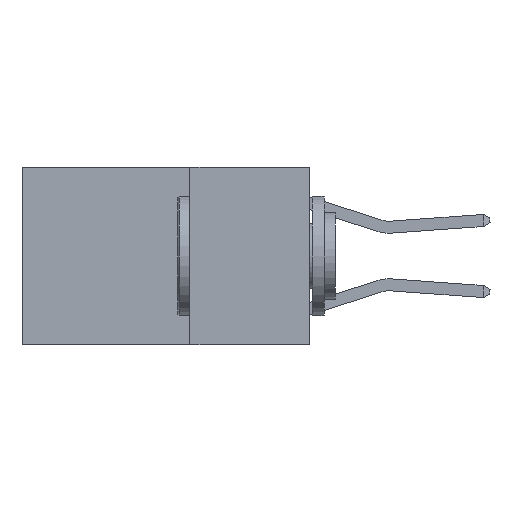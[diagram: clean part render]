
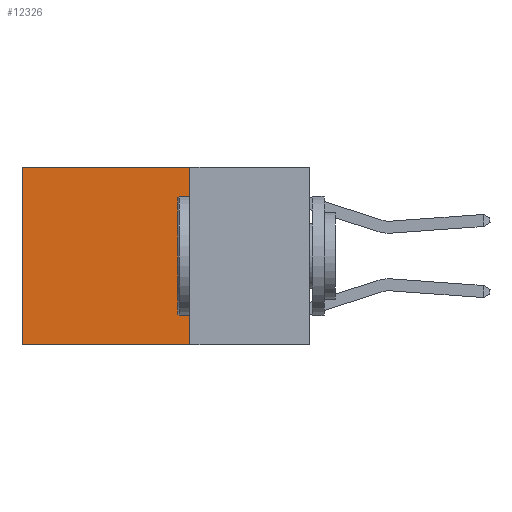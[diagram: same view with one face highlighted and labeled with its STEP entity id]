
A CAD part, left-side view. The second image highlights one B-rep face of the part: STEP entity #12326.
In plain terms, the highlighted planar face has unit normal (-1, 0, 0).
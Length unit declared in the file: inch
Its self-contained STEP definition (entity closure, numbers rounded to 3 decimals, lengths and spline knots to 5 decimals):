
#826 = CARTESIAN_POINT ( 'NONE',  ( 0.2625, 0.6, 0. ) ) ;
#890 = CARTESIAN_POINT ( 'NONE',  ( 0.2625, 0.25, 0. ) ) ;
#1820 = PLANE ( 'NONE',  #10543 ) ;
#2804 = VERTEX_POINT ( 'NONE', #21132 ) ;
#3109 = DIRECTION ( 'NONE',  ( 0., 1., 0. ) ) ;
#3532 = VECTOR ( 'NONE', #3109, 39.37008 ) ;
#3575 = DIRECTION ( 'NONE',  ( 0., 0., -1. ) ) ;
#4545 = EDGE_CURVE ( 'NONE', #24099, #5446, #20227, .T. ) ;
#4872 = ORIENTED_EDGE ( 'NONE', *, *, #6759, .F. ) ;
#5446 = VERTEX_POINT ( 'NONE', #12459 ) ;
#6759 = EDGE_CURVE ( 'NONE', #5446, #2804, #7893, .T. ) ;
#7893 = LINE ( 'NONE', #15006, #3532 ) ;
#10543 = AXIS2_PLACEMENT_3D ( 'NONE', #15099, #19129, #3575 ) ;
#10612 = LINE ( 'NONE', #21869, #23489 ) ;
#11076 = DIRECTION ( 'NONE',  ( 0., 0., -1. ) ) ;
#12326 = ADVANCED_FACE ( 'NONE', ( #24836 ), #1820, .F. ) ;
#12459 = CARTESIAN_POINT ( 'NONE',  ( 0.2625, 0.25, -0.37 ) ) ;
#12508 = DIRECTION ( 'NONE',  ( 0., 1., 0. ) ) ;
#13072 = EDGE_CURVE ( 'NONE', #24099, #13587, #10612, .T. ) ;
#13587 = VERTEX_POINT ( 'NONE', #826 ) ;
#14228 = CARTESIAN_POINT ( 'NONE',  ( 0.2625, 0.25, 0. ) ) ;
#15006 = CARTESIAN_POINT ( 'NONE',  ( 0.2625, 0.25, -0.37 ) ) ;
#15099 = CARTESIAN_POINT ( 'NONE',  ( 0.2625, 0.25, 0. ) ) ;
#15509 = ORIENTED_EDGE ( 'NONE', *, *, #17286, .T. ) ;
#16774 = VECTOR ( 'NONE', #23764, 39.37008 ) ;
#17286 = EDGE_CURVE ( 'NONE', #13587, #2804, #24219, .T. ) ;
#17877 = ORIENTED_EDGE ( 'NONE', *, *, #4545, .F. ) ;
#17910 = EDGE_LOOP ( 'NONE', ( #15509, #4872, #17877, #23166 ) ) ;
#19129 = DIRECTION ( 'NONE',  ( 1., 0., 0. ) ) ;
#20227 = LINE ( 'NONE', #890, #16774 ) ;
#21132 = CARTESIAN_POINT ( 'NONE',  ( 0.2625, 0.6, -0.37 ) ) ;
#21869 = CARTESIAN_POINT ( 'NONE',  ( 0.2625, 0.25, 0. ) ) ;
#22701 = CARTESIAN_POINT ( 'NONE',  ( 0.2625, 0.6, 0. ) ) ;
#22868 = VECTOR ( 'NONE', #11076, 39.37008 ) ;
#23166 = ORIENTED_EDGE ( 'NONE', *, *, #13072, .T. ) ;
#23489 = VECTOR ( 'NONE', #12508, 39.37008 ) ;
#23764 = DIRECTION ( 'NONE',  ( 0., 0., -1. ) ) ;
#24099 = VERTEX_POINT ( 'NONE', #14228 ) ;
#24219 = LINE ( 'NONE', #22701, #22868 ) ;
#24836 = FACE_OUTER_BOUND ( 'NONE', #17910, .T. ) ;
